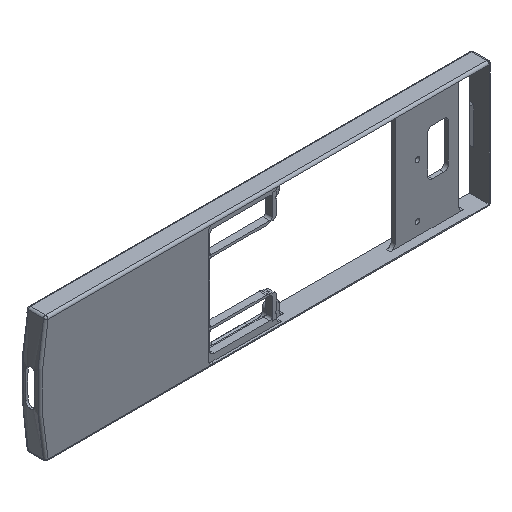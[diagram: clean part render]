
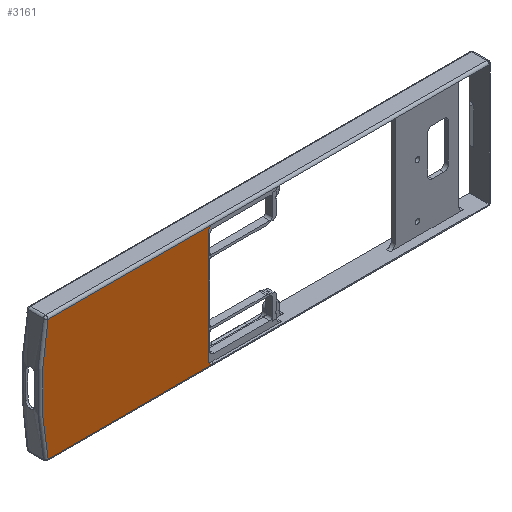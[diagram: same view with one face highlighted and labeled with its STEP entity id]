
A CAD part, isometric view. The second image highlights one B-rep face of the part: STEP entity #3161.
In plain terms, the highlighted planar face has unit normal (0, -1, 0).
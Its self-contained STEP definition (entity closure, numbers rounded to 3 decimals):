
#114=PLANE('',#3491);
#269=FACE_OUTER_BOUND('',#438,.T.);
#438=EDGE_LOOP('',(#2758,#2759,#2760,#2761,#2762,#2763));
#710=LINE('',#5207,#1017);
#743=LINE('',#5400,#1050);
#744=LINE('',#5403,#1051);
#1017=VECTOR('',#4207,10.);
#1050=VECTOR('',#4336,10.);
#1051=VECTOR('',#4339,10.);
#1184=CIRCLE('',#3368,2.);
#1225=CIRCLE('',#3439,134.);
#1249=CIRCLE('',#3492,2.);
#1362=VERTEX_POINT('',#4746);
#1394=VERTEX_POINT('',#4834);
#1446=VERTEX_POINT('',#5007);
#1480=VERTEX_POINT('',#5116);
#1494=VERTEX_POINT('',#5200);
#1528=VERTEX_POINT('',#5401);
#1825=EDGE_CURVE('',#1446,#1362,#1184,.F.);
#1906=EDGE_CURVE('',#1494,#1480,#1225,.T.);
#1908=EDGE_CURVE('',#1480,#1362,#710,.T.);
#1970=EDGE_CURVE('',#1394,#1494,#743,.T.);
#1971=EDGE_CURVE('',#1394,#1528,#1249,.F.);
#1972=EDGE_CURVE('',#1528,#1446,#744,.T.);
#2758=ORIENTED_EDGE('',*,*,#1970,.F.);
#2759=ORIENTED_EDGE('',*,*,#1971,.T.);
#2760=ORIENTED_EDGE('',*,*,#1972,.T.);
#2761=ORIENTED_EDGE('',*,*,#1825,.T.);
#2762=ORIENTED_EDGE('',*,*,#1908,.F.);
#2763=ORIENTED_EDGE('',*,*,#1906,.F.);
#3161=ADVANCED_FACE('',(#269),#114,.F.);
#3368=AXIS2_PLACEMENT_3D('',#5008,#4017,#4018);
#3439=AXIS2_PLACEMENT_3D('',#5202,#4197,#4198);
#3491=AXIS2_PLACEMENT_3D('',#5399,#4334,#4335);
#3492=AXIS2_PLACEMENT_3D('',#5402,#4337,#4338);
#4017=DIRECTION('center_axis',(0.,-1.,0.));
#4018=DIRECTION('ref_axis',(-0.707,0.,0.707));
#4197=DIRECTION('center_axis',(0.,1.,0.));
#4198=DIRECTION('ref_axis',(-1.,0.,0.));
#4207=DIRECTION('',(1.,0.,0.));
#4334=DIRECTION('center_axis',(0.,1.,0.));
#4335=DIRECTION('ref_axis',(0.,0.,-1.));
#4336=DIRECTION('',(-1.,0.,0.));
#4337=DIRECTION('center_axis',(0.,-1.,0.));
#4338=DIRECTION('ref_axis',(-0.707,0.,-0.707));
#4339=DIRECTION('',(0.,0.,1.));
#4746=CARTESIAN_POINT('',(-22.92,0.,26.24));
#4834=CARTESIAN_POINT('',(-22.92,0.,-26.));
#5007=CARTESIAN_POINT('',(-24.92,0.,24.24));
#5008=CARTESIAN_POINT('Origin',(-22.92,0.,24.24));
#5116=CARTESIAN_POINT('',(-94.182,0.,26.24));
#5200=CARTESIAN_POINT('',(-94.182,0.,-26.));
#5202=CARTESIAN_POINT('Origin',(37.248,0.,0.12));
#5207=CARTESIAN_POINT('',(0.5,0.,26.24));
#5399=CARTESIAN_POINT('Origin',(0.5,0.,0.));
#5400=CARTESIAN_POINT('',(26.02,0.,-26.));
#5401=CARTESIAN_POINT('',(-24.92,0.,-24.));
#5402=CARTESIAN_POINT('Origin',(-22.92,0.,-24.));
#5403=CARTESIAN_POINT('',(-24.92,0.,0.06));
